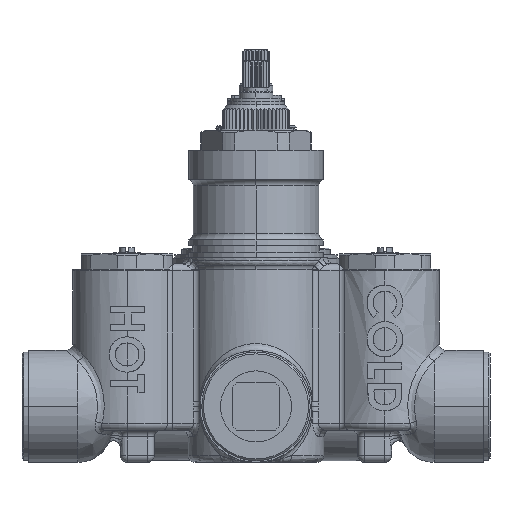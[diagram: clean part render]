
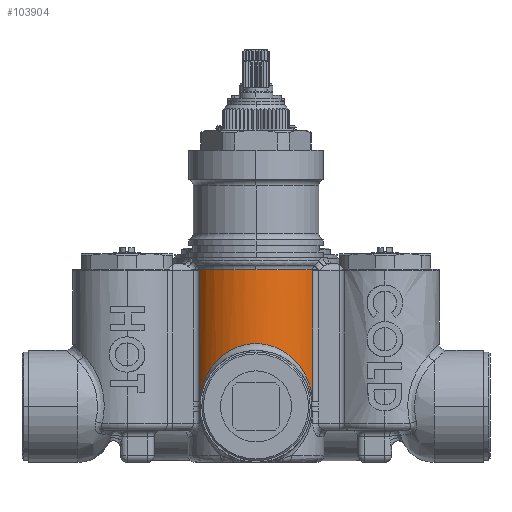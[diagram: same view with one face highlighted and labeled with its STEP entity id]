
A CAD part, front view. The second image highlights one B-rep face of the part: STEP entity #103904.
In plain terms, the highlighted cylindrical face has radius 20 mm (diameter 40 mm), a partial arc.
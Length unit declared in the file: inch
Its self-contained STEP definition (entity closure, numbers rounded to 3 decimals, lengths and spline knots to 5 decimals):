
#1029=DIRECTION('',(0.,0.,-1.));
#1030=VECTOR('',#1029,1.51575);
#1031=CARTESIAN_POINT('',(-0.65995,-0.42949,
-0.77559));
#1032=LINE('',#1031,#1030);
#34227=CARTESIAN_POINT('',(-0.66016,-0.42917,
-0.76504));
#34228=CARTESIAN_POINT('',(-0.66002,-0.42938,
-0.76853));
#34229=CARTESIAN_POINT('',(-0.65995,-0.42949,
-0.77205));
#34230=CARTESIAN_POINT('',(-0.65995,-0.42949,
-0.77559));
#34232=CARTESIAN_POINT('',(0.,0.,-0.76504));
#34233=DIRECTION('',(0.,0.,-1.));
#34234=DIRECTION('',(0.838,-0.545,0.));
#34235=AXIS2_PLACEMENT_3D('',#34232,#34233,#34234);
#34237=CARTESIAN_POINT('',(0.65995,-0.42949,
-0.77559));
#34238=CARTESIAN_POINT('',(0.65995,-0.42949,
-0.77205));
#34239=CARTESIAN_POINT('',(0.66002,-0.42938,
-0.76853));
#34240=CARTESIAN_POINT('',(0.66016,-0.42917,
-0.76504));
#34242=DIRECTION('',(0.,0.,1.));
#34243=VECTOR('',#34242,1.51575);
#34244=CARTESIAN_POINT('',(0.65995,-0.42949,
-2.29133));
#34245=LINE('',#34244,#34243);
#34246=CARTESIAN_POINT('',(-0.65995,-0.42949,
-2.29133));
#34247=CARTESIAN_POINT('',(-0.65818,-0.43222,
-2.26734));
#34248=CARTESIAN_POINT('',(-0.65465,-0.43761,
-2.23787));
#34249=CARTESIAN_POINT('',(-0.64851,-0.4466,
-2.20305));
#34250=CARTESIAN_POINT('',(-0.64396,-0.45315,
-2.18022));
#34251=CARTESIAN_POINT('',(-0.63487,-0.46594,
-2.14137));
#34252=CARTESIAN_POINT('',(-0.61882,-0.4873,
-2.08852));
#34253=CARTESIAN_POINT('',(-0.6009,-0.50908,
-2.04347));
#34254=CARTESIAN_POINT('',(-0.58751,-0.52427,
-2.01436));
#34255=CARTESIAN_POINT('',(-0.57827,-0.5345,
-1.99533));
#34256=CARTESIAN_POINT('',(-0.56124,-0.55261,
-1.9629));
#34257=CARTESIAN_POINT('',(-0.53447,-0.57885,
-1.9189));
#34258=CARTESIAN_POINT('',(-0.49835,-0.6103,
-1.86941));
#34259=CARTESIAN_POINT('',(-0.46809,-0.63348,
-1.83465));
#34260=CARTESIAN_POINT('',(-0.44648,-0.64863,
-1.81246));
#34261=CARTESIAN_POINT('',(-0.43168,-0.65863,
-1.79792));
#34262=CARTESIAN_POINT('',(-0.405,-0.67569,
-1.77346));
#34263=CARTESIAN_POINT('',(-0.3646,-0.69868,
-1.7412));
#34264=CARTESIAN_POINT('',(-0.32094,-0.7195,
-1.71262));
#34265=CARTESIAN_POINT('',(-0.28852,-0.73276,
-1.69465));
#34266=CARTESIAN_POINT('',(-0.26942,-0.73993,
-1.68499));
#34267=CARTESIAN_POINT('',(-0.24025,-0.75023,
-1.67116));
#34268=CARTESIAN_POINT('',(-0.19536,-0.76365,
-1.65328));
#34269=CARTESIAN_POINT('',(-0.14321,-0.7748,
-1.63857));
#34270=CARTESIAN_POINT('',(-0.10543,-0.78045,
-1.63116));
#34271=CARTESIAN_POINT('',(-0.08348,-0.78302,
-1.62778));
#34272=CARTESIAN_POINT('',(-0.05061,-0.78618,
-1.62364));
#34273=CARTESIAN_POINT('',(-0.00127,-0.78832,
-1.62085));
#34274=CARTESIAN_POINT('',(0.0481,-0.78634,
-1.62344));
#34275=CARTESIAN_POINT('',(0.08101,-0.78328,
-1.62744));
#34276=CARTESIAN_POINT('',(0.10299,-0.78077,
-1.63073));
#34277=CARTESIAN_POINT('',(0.1408,-0.77524,
-1.63799));
#34278=CARTESIAN_POINT('',(0.18265,-0.76643,
-1.64961));
#34279=CARTESIAN_POINT('',(0.21814,-0.75671,
-1.66253));
#34280=CARTESIAN_POINT('',(0.23809,-0.7506,
-1.67069));
#34281=CARTESIAN_POINT('',(0.26776,-0.74086,
-1.68372));
#34282=CARTESIAN_POINT('',(0.31044,-0.72444,
-1.70585));
#34283=CARTESIAN_POINT('',(0.35441,-0.70358,
-1.73446));
#34284=CARTESIAN_POINT('',(0.38774,-0.68551,
-1.75968));
#34285=CARTESIAN_POINT('',(0.41991,-0.66654,
-1.78649));
#34286=CARTESIAN_POINT('',(0.45711,-0.64184,
-1.82215));
#34287=CARTESIAN_POINT('',(0.49747,-0.61101,
-1.86832));
#34288=CARTESIAN_POINT('',(0.52776,-0.58472,
-1.90964));
#34289=CARTESIAN_POINT('',(0.54728,-0.5662,
-1.94017));
#34290=CARTESIAN_POINT('',(0.55795,-0.55564,
-1.9581));
#34291=CARTESIAN_POINT('',(0.5735,-0.5398,
-1.98552));
#34292=CARTESIAN_POINT('',(0.59471,-0.51657,
-2.028));
#34293=CARTESIAN_POINT('',(0.61859,-0.48761,
-2.08784));
#34294=CARTESIAN_POINT('',(0.63314,-0.46824,
-2.13561));
#34295=CARTESIAN_POINT('',(0.64135,-0.45682,
-2.16907));
#34296=CARTESIAN_POINT('',(0.64636,-0.44973,
-2.1916));
#34297=CARTESIAN_POINT('',(0.65388,-0.43878,
-2.23163));
#34298=CARTESIAN_POINT('',(0.65816,-0.43225,
-2.26709));
#34299=CARTESIAN_POINT('',(0.65995,-0.42949,
-2.29133));
#34301=CARTESIAN_POINT('',(0.,0.,
-0.76504));
#34302=DIRECTION('',(0.,0.,-1.));
#34303=DIRECTION('',(0.,-1.,0.));
#34304=AXIS2_PLACEMENT_3D('',#34301,#34302,#34303);
#34319=CARTESIAN_POINT('',(-0.66016,-0.42917,
-0.76504));
#34495=CARTESIAN_POINT('',(0.66016,-0.42917,
-0.76504));
#39811=VERTEX_POINT('',#34495);
#39814=VERTEX_POINT('',#34319);
#39830=CARTESIAN_POINT('',(0.,-0.7874,
-0.76504));
#39831=VERTEX_POINT('',#39830);
#40268=CARTESIAN_POINT('',(0.65995,-0.42949,
-0.77559));
#40270=VERTEX_POINT('',#40268);
#40271=CARTESIAN_POINT('',(0.65995,-0.42949,
-2.29133));
#40272=VERTEX_POINT('',#40271);
#40288=CARTESIAN_POINT('',(-0.65995,-0.42949,
-0.77559));
#40289=CARTESIAN_POINT('',(-0.65995,-0.42949,
-2.29133));
#40290=VERTEX_POINT('',#40288);
#40291=VERTEX_POINT('',#40289);
#103887=CARTESIAN_POINT('',(0.,0.,-0.76504));
#103888=DIRECTION('',(0.,0.,-1.));
#103889=DIRECTION('',(0.,1.,0.));
#103890=AXIS2_PLACEMENT_3D('',#103887,#103888,#103889);
#103891=CYLINDRICAL_SURFACE('',#103890,0.7874);
#103892=ORIENTED_EDGE('',*,*,#46490,.F.);
#103893=ORIENTED_EDGE('',*,*,#46519,.F.);
#103895=ORIENTED_EDGE('',*,*,#103894,.F.);
#103897=ORIENTED_EDGE('',*,*,#103896,.F.);
#103898=ORIENTED_EDGE('',*,*,#103878,.F.);
#103899=ORIENTED_EDGE('',*,*,#103856,.F.);
#103901=ORIENTED_EDGE('',*,*,#103900,.F.);
#103902=EDGE_LOOP('',(#103892,#103893,#103895,#103897,#103898,#103899,#103901));
#103903=FACE_OUTER_BOUND('',#103902,.F.);
#103904=ADVANCED_FACE('',(#103903),#103891,.T.);
#34231=B_SPLINE_CURVE_WITH_KNOTS('',3,(#34227,#34228,#34229,#34230),
.UNSPECIFIED.,.F.,.F.,(4,4),(0.,1.),.UNSPECIFIED.);
#34236=CIRCLE('',#34235,0.7874);
#34241=B_SPLINE_CURVE_WITH_KNOTS('',3,(#34237,#34238,#34239,#34240),
.UNSPECIFIED.,.F.,.F.,(4,4),(0.,1.),.UNSPECIFIED.);
#34300=B_SPLINE_CURVE_WITH_KNOTS('',3,(#34246,#34247,#34248,#34249,#34250,
#34251,#34252,#34253,#34254,#34255,#34256,#34257,#34258,#34259,#34260,#34261,
#34262,#34263,#34264,#34265,#34266,#34267,#34268,#34269,#34270,#34271,#34272,
#34273,#34274,#34275,#34276,#34277,#34278,#34279,#34280,#34281,#34282,#34283,
#34284,#34285,#34286,#34287,#34288,#34289,#34290,#34291,#34292,#34293,#34294,
#34295,#34296,#34297,#34298,#34299),.UNSPECIFIED.,.F.,.F.,(4,1,1,1,1,1,1,1,1,1,
1,1,1,1,1,1,1,1,1,1,1,1,1,1,1,1,1,1,1,1,1,1,1,1,1,1,1,1,1,1,1,1,1,1,1,1,1,1,1,1,
1,4),(0.,0.03125,0.03906,0.04688,
0.0625,0.09375,0.125,0.13281,
0.14063,0.15625,0.1875,0.21875,
0.25,0.25781,0.26563,0.28125,
0.3125,0.34375,0.35938,0.36719,
0.375,0.40625,0.4375,0.45313,
0.46094,0.46875,0.5,0.53125,
0.53906,0.54688,0.5625,0.59375,
0.60937,0.61719,0.625,0.65625,
0.6875,0.70312,0.71875,0.75,
0.78125,0.8125,0.82812,0.83594,
0.84375,0.875,0.90625,0.9375,
0.94531,0.95312,0.96875,1.),.UNSPECIFIED.);
#34305=CIRCLE('',#34304,0.7874);
#46490=EDGE_CURVE('',#40290,#40291,#1032,.T.);
#46519=EDGE_CURVE('',#39814,#40290,#34231,.T.);
#103856=EDGE_CURVE('',#40272,#40270,#34245,.T.);
#103878=EDGE_CURVE('',#40270,#39811,#34241,.T.);
#103894=EDGE_CURVE('',#39831,#39814,#34305,.T.);
#103896=EDGE_CURVE('',#39811,#39831,#34236,.T.);
#103900=EDGE_CURVE('',#40291,#40272,#34300,.T.);
